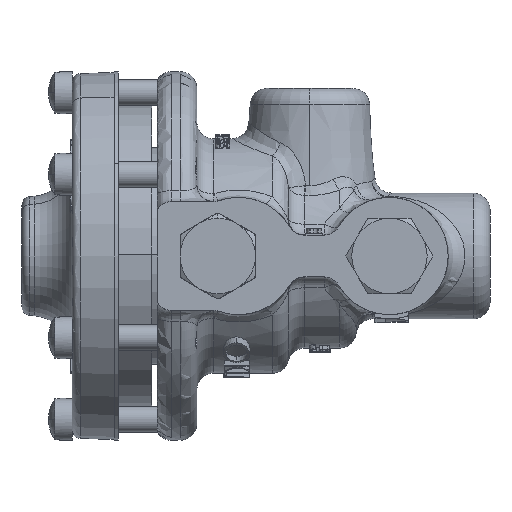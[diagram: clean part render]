
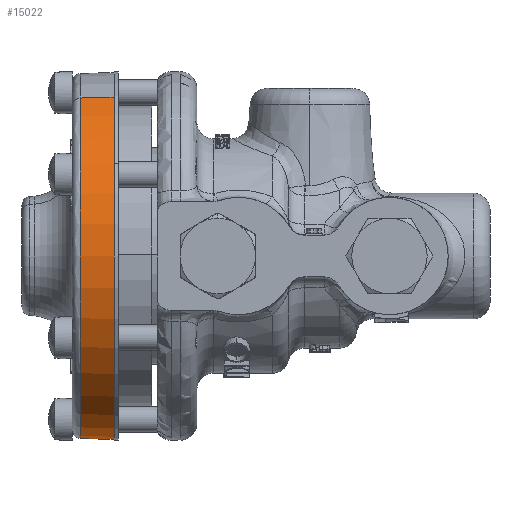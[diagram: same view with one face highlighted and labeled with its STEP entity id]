
A CAD part, left-side view. The second image highlights one B-rep face of the part: STEP entity #15022.
In plain terms, the highlighted conical face has half-angle 2 degrees and reference radius 34.925 mm.
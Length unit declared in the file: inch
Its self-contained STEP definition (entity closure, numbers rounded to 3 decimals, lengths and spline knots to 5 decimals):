
#215 = AXIS2_PLACEMENT_3D ( 'NONE', #31977, #45992, #4829 ) ;
#234 = DIRECTION ( 'NONE',  ( -0.5, 0., 0.866 ) ) ;
#463 = CARTESIAN_POINT ( 'NONE',  ( -0.6875, 0.14775, 1.19078 ) ) ;
#754 = DIRECTION ( 'NONE',  ( -0.017, -0.999, 0.03 ) ) ;
#2950 = EDGE_CURVE ( 'NONE', #56338, #55439, #37218, .T. ) ;
#3097 = CONICAL_SURFACE ( 'NONE', #215, 1.375, 0.035 ) ;
#3865 = VECTOR ( 'NONE', #45887, 39.37008 ) ;
#4829 = DIRECTION ( 'NONE',  ( 0.5, 0., -0.866 ) ) ;
#15022 = ADVANCED_FACE ( 'NONE', ( #45109 ), #3097, .T. ) ;
#15468 = CARTESIAN_POINT ( 'NONE',  ( 0., 0.55618, 0. ) ) ;
#17292 = CARTESIAN_POINT ( 'NONE',  ( 0.68476, 0.3045, -1.18604 ) ) ;
#19319 = DIRECTION ( 'NONE',  ( -0.5, 0., 0.866 ) ) ;
#19388 = VERTEX_POINT ( 'NONE', #33078 ) ;
#20239 = ORIENTED_EDGE ( 'NONE', *, *, #21350, .T. ) ;
#21350 = EDGE_CURVE ( 'NONE', #55439, #48571, #41998, .T. ) ;
#22690 = AXIS2_PLACEMENT_3D ( 'NONE', #22889, #41114, #234 ) ;
#22889 = CARTESIAN_POINT ( 'NONE',  ( 0., 0.3045, 0. ) ) ;
#23208 = ORIENTED_EDGE ( 'NONE', *, *, #2950, .T. ) ;
#31977 = CARTESIAN_POINT ( 'NONE',  ( 0., 0.14775, 0. ) ) ;
#32742 = CARTESIAN_POINT ( 'NONE',  ( 0.6875, 0.14775, -1.19078 ) ) ;
#33078 = CARTESIAN_POINT ( 'NONE',  ( -0.68476, 0.3045, 1.18604 ) ) ;
#33377 = DIRECTION ( 'NONE',  ( 0., -1., 0. ) ) ;
#35652 = EDGE_LOOP ( 'NONE', ( #46590, #23208, #20239, #58145 ) ) ;
#36389 = CARTESIAN_POINT ( 'NONE',  ( 0.68037, 0.55618, -1.17843 ) ) ;
#37218 = CIRCLE ( 'NONE', #41053, 1.36074 ) ;
#37427 = EDGE_CURVE ( 'NONE', #19388, #48571, #42691, .T. ) ;
#41053 = AXIS2_PLACEMENT_3D ( 'NONE', #15468, #33377, #19319 ) ;
#41114 = DIRECTION ( 'NONE',  ( 0., -1., 0. ) ) ;
#41632 = LINE ( 'NONE', #463, #52186 ) ;
#41998 = LINE ( 'NONE', #32742, #3865 ) ;
#42691 = CIRCLE ( 'NONE', #22690, 1.36953 ) ;
#45109 = FACE_OUTER_BOUND ( 'NONE', #35652, .T. ) ;
#45887 = DIRECTION ( 'NONE',  ( 0.017, -0.999, -0.03 ) ) ;
#45992 = DIRECTION ( 'NONE',  ( 0., -1., 0. ) ) ;
#46590 = ORIENTED_EDGE ( 'NONE', *, *, #51751, .F. ) ;
#48571 = VERTEX_POINT ( 'NONE', #17292 ) ;
#50177 = CARTESIAN_POINT ( 'NONE',  ( -0.68037, 0.55618, 1.17843 ) ) ;
#51751 = EDGE_CURVE ( 'NONE', #56338, #19388, #41632, .T. ) ;
#52186 = VECTOR ( 'NONE', #754, 39.37008 ) ;
#55439 = VERTEX_POINT ( 'NONE', #36389 ) ;
#56338 = VERTEX_POINT ( 'NONE', #50177 ) ;
#58145 = ORIENTED_EDGE ( 'NONE', *, *, #37427, .F. ) ;
